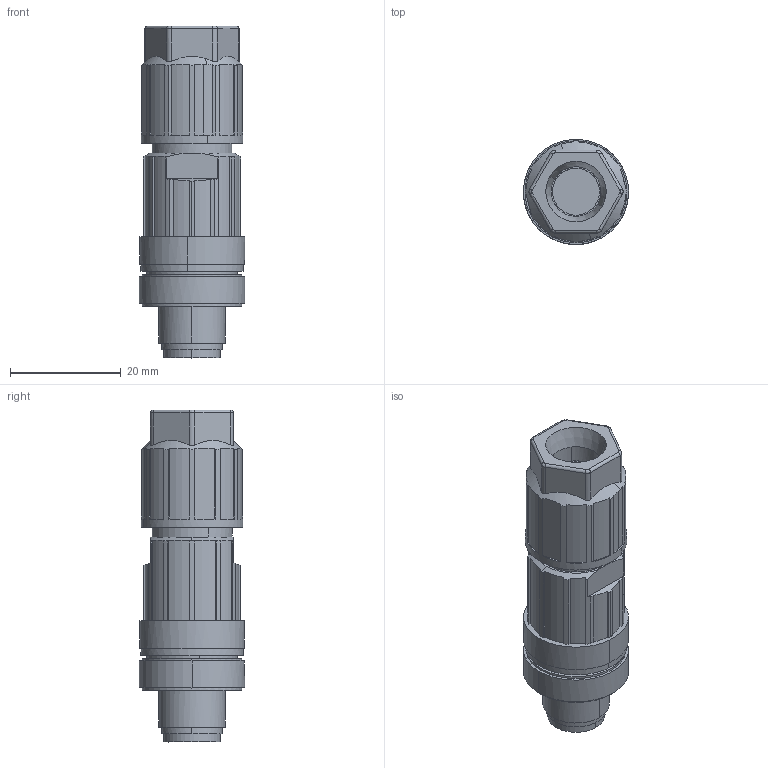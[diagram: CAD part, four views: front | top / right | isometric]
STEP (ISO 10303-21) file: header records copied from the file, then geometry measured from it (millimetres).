
FILE_DESCRIPTION(('CATIA V5 STEP Exchange','CAx-IF Rec.Pracs.--- Model Styling and Organization---1.4--- 2014-01-23'),'2;1');
FILE_NAME ('1142466-3_0', '2020-04-22T08:23:53+00:00', ('none'), ('Weidmueller'), 'CATIA Version 5-6 Release 2016 SP3 HF44', 'CATIA V5 STEP AP214', 'none');
FILE_SCHEMA(('AUTOMOTIVE_DESIGN { 1 0 10303 214 1 1 1 1 }'));
Length unit declared in the file: millimetre
Products named in the file (1): 2681560000
Bounding box: 19 x 19 x 60 mm (x, y, z)
Volume: 11020.1 mm3; surface area: 6544.1 mm2
Topology: 8 solids, 8 shells, 246 faces, 646 edges, 429 vertices
Faces by surface type: plane 120, cylinder 110, cone 10, bspline 6
Entity records: 7950 total; most frequent: CARTESIAN_POINT 2211, ORIENTED_EDGE 1292, DIRECTION 946, EDGE_CURVE 644, VERTEX_POINT 427, AXIS2_PLACEMENT_3D 422, VECTOR 309, LINE 309
